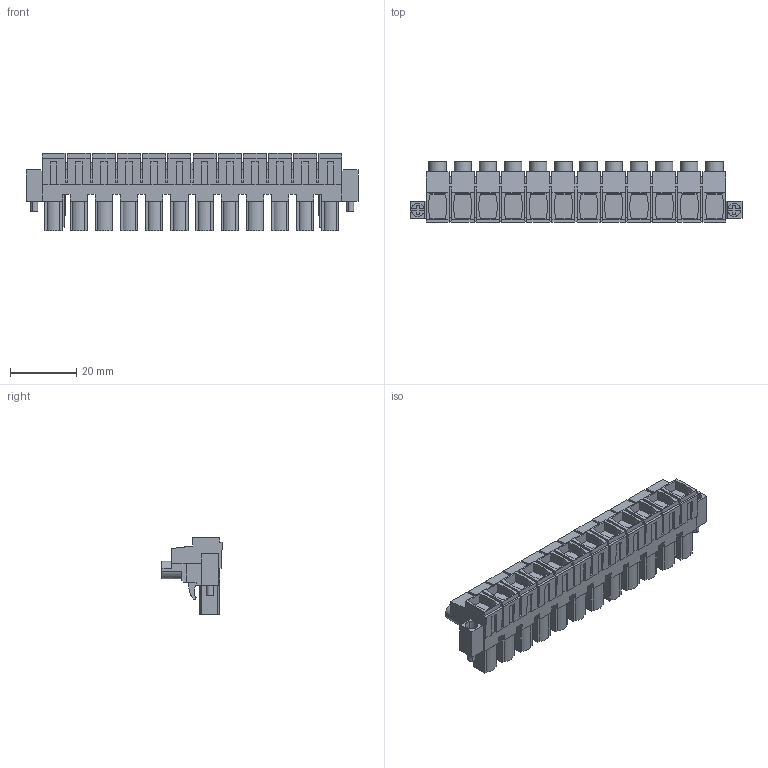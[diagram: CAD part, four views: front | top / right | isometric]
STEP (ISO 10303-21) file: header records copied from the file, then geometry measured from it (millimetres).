
FILE_DESCRIPTION(('CATIA V5 STEP Exchange','CAx-IF Rec.Pracs.--- Model Styling and Organization---1.2---2011-12-15'),'2;1');
FILE_NAME ('D1448483_0_1095780000_1095780000.stp','2017-06-08T10:31:00+00:00',('none'),('Weidmueller'),'CATIA Version 5-6 Release 2014','CATIA V5 STEP AP214','none');
FILE_SCHEMA(('AUTOMOTIVE_DESIGN { 1 0 10303 214 1 1 1 1 }'));
Length unit declared in the file: millimetre
Products named in the file (1): 1095780000
Bounding box: 100.5 x 18.28 x 23.35 mm (x, y, z)
Volume: 17063.9 mm3; surface area: 14029 mm2
Topology: 15 solids, 15 shells, 1184 faces, 3354 edges, 2254 vertices
Faces by surface type: plane 996, cylinder 180, extrusion 8
Entity records: 34951 total; most frequent: ORIENTED_EDGE 6708, CARTESIAN_POINT 6505, DIRECTION 4507, EDGE_CURVE 3354, VECTOR 2903, LINE 2895, VERTEX_POINT 2254, EDGE_LOOP 1242
